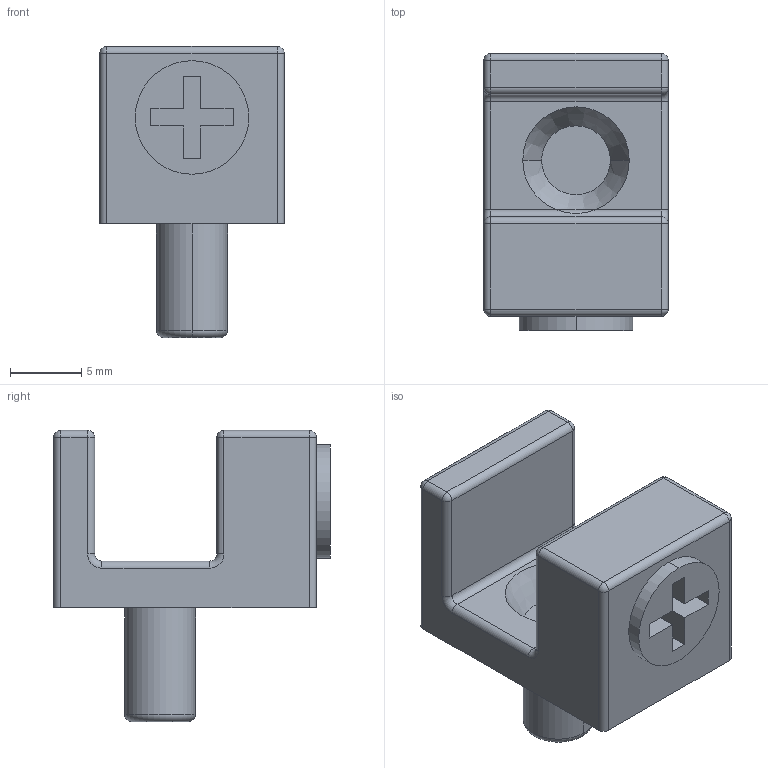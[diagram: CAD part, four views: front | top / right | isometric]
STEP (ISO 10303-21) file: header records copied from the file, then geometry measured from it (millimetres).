
FILE_DESCRIPTION (( 'STEP AP214' ), '1' );
FILE_NAME ('F003066,F003067_3D.step', '2022-11-21T18:16:21', ( '' ), ( '' ), 'SwSTEP 2.0', 'SolidWorks 2020', '' );
FILE_SCHEMA (( 'AUTOMOTIVE_DESIGN' ));
Length unit declared in the file: millimetre
Products named in the file (1): F003066,F003067_3D
Bounding box: 13 x 19.5 x 20.5 mm (x, y, z)
Volume: 2075.3 mm3; surface area: 1538.1 mm2
Topology: 1 solids, 1 shells, 67 faces, 158 edges, 88 vertices
Faces by surface type: plane 27, cylinder 24, sphere 8, torus 6, cone 2
Entity records: 1872 total; most frequent: DIRECTION 348, CARTESIAN_POINT 306, ORIENTED_EDGE 300, EDGE_CURVE 150, AXIS2_PLACEMENT_3D 130, LINE 88, VECTOR 88, VERTEX_POINT 88
